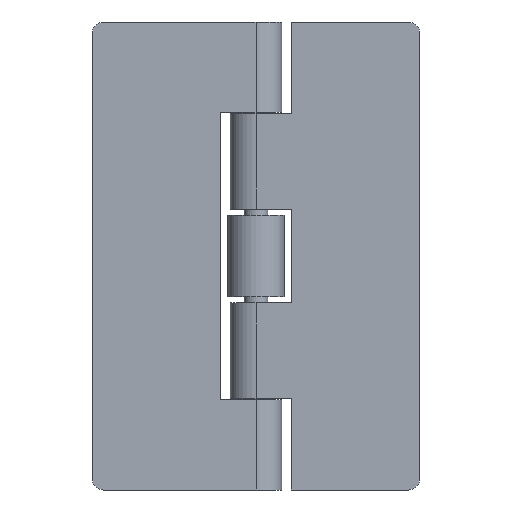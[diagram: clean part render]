
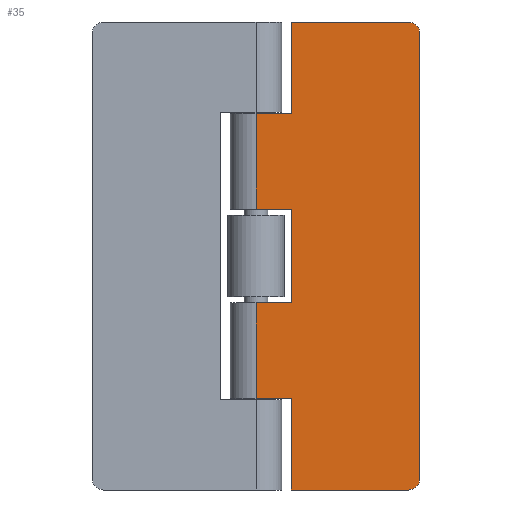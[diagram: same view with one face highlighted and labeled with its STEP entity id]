
A CAD part, front view. The second image highlights one B-rep face of the part: STEP entity #35.
In plain terms, the highlighted planar face has unit normal (0, -1, 0).
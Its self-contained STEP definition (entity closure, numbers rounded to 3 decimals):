
#3 = ORIENTED_EDGE ( 'NONE', *, *, #1084, .F. ) ;
#5 = ORIENTED_EDGE ( 'NONE', *, *, #7, .F. ) ;
#6 = ORIENTED_EDGE ( 'NONE', *, *, #28, .T. ) ;
#7 = EDGE_CURVE ( 'NONE', #2228, #8, #443, .T. ) ;
#8 = VERTEX_POINT ( 'NONE', #439 ) ;
#9 = EDGE_CURVE ( 'NONE', #8, #2211, #438, .T. ) ;
#10 = VERTEX_POINT ( 'NONE', #434 ) ;
#11 = ORIENTED_EDGE ( 'NONE', *, *, #12, .F. ) ;
#12 = EDGE_CURVE ( 'NONE', #2216, #10, #433, .T. ) ;
#13 = EDGE_CURVE ( 'NONE', #10, #2078, #429, .T. ) ;
#14 = ORIENTED_EDGE ( 'NONE', *, *, #13, .F. ) ;
#15 = ORIENTED_EDGE ( 'NONE', *, *, #2167, .T. ) ;
#16 = ORIENTED_EDGE ( 'NONE', *, *, #24, .T. ) ;
#17 = EDGE_CURVE ( 'NONE', #2200, #2228, #425, .T. ) ;
#21 = ORIENTED_EDGE ( 'NONE', *, *, #17, .F. ) ;
#24 = EDGE_CURVE ( 'NONE', #100, #2073, #474, .T. ) ;
#27 = ORIENTED_EDGE ( 'NONE', *, *, #95, .F. ) ;
#28 = EDGE_CURVE ( 'NONE', #91, #101, #469, .T. ) ;
#30 = ORIENTED_EDGE ( 'NONE', *, *, #90, .T. ) ;
#31 = EDGE_LOOP ( 'NONE', ( #30, #6, #27, #16, #3, #14, #11, #2229, #2227, #5, #21, #15, #2191, #2083 ) ) ;
#35 = ADVANCED_FACE ( 'NONE', ( #454 ), #453, .F. ) ;
#87 = VERTEX_POINT ( 'NONE', #521 ) ;
#90 = EDGE_CURVE ( 'NONE', #87, #91, #574, .T. ) ;
#91 = VERTEX_POINT ( 'NONE', #570 ) ;
#95 = EDGE_CURVE ( 'NONE', #100, #101, #565, .T. ) ;
#100 = VERTEX_POINT ( 'NONE', #556 ) ;
#101 = VERTEX_POINT ( 'NONE', #555 ) ;
#422 = DIRECTION ( 'NONE',  ( 1., 0., 0. ) ) ;
#423 = VECTOR ( 'NONE', #422, 1000. ) ;
#424 = CARTESIAN_POINT ( 'NONE',  ( -1.1, -1.1, -2. ) ) ;
#425 = LINE ( 'NONE', #424, #423 ) ;
#426 = DIRECTION ( 'NONE',  ( 0., 0., 1. ) ) ;
#427 = VECTOR ( 'NONE', #426, 1000. ) ;
#428 = CARTESIAN_POINT ( 'NONE',  ( 1.5, -1.1, 10. ) ) ;
#429 = LINE ( 'NONE', #428, #427 ) ;
#430 = DIRECTION ( 'NONE',  ( 1., 0., 0. ) ) ;
#431 = VECTOR ( 'NONE', #430, 1000. ) ;
#432 = CARTESIAN_POINT ( 'NONE',  ( -1.1, -1.1, 6.1 ) ) ;
#433 = LINE ( 'NONE', #432, #431 ) ;
#434 = CARTESIAN_POINT ( 'NONE',  ( 1.5, -1.1, 6.1 ) ) ;
#435 = DIRECTION ( 'NONE',  ( -1., 0., 0. ) ) ;
#436 = VECTOR ( 'NONE', #435, 1000. ) ;
#437 = CARTESIAN_POINT ( 'NONE',  ( -1.1, -1.1, 2. ) ) ;
#438 = LINE ( 'NONE', #437, #436 ) ;
#439 = CARTESIAN_POINT ( 'NONE',  ( 1.5, -1.1, 2. ) ) ;
#440 = DIRECTION ( 'NONE',  ( 0., 0., 1. ) ) ;
#441 = VECTOR ( 'NONE', #440, 1000. ) ;
#442 = CARTESIAN_POINT ( 'NONE',  ( 1.5, -1.1, 2. ) ) ;
#443 = LINE ( 'NONE', #442, #441 ) ;
#449 = DIRECTION ( 'NONE',  ( 0., 1., 0. ) ) ;
#450 = CARTESIAN_POINT ( 'NONE',  ( 7., -1.1, 10. ) ) ;
#451 = AXIS2_PLACEMENT_3D ( 'NONE', #450, #449, #512 ) ;
#453 = PLANE ( 'NONE',  #451 ) ;
#454 = FACE_OUTER_BOUND ( 'NONE', #31, .T. ) ;
#465 = DIRECTION ( 'NONE',  ( -1., 0., 0. ) ) ;
#466 = DIRECTION ( 'NONE',  ( 0., -1., 0. ) ) ;
#467 = CARTESIAN_POINT ( 'NONE',  ( 6.5, -1.1, -9.5 ) ) ;
#468 = AXIS2_PLACEMENT_3D ( 'NONE', #467, #466, #465 ) ;
#469 = CIRCLE ( 'NONE', #468, 0.5 ) ;
#470 = DIRECTION ( 'NONE',  ( -1., 0., 0. ) ) ;
#471 = DIRECTION ( 'NONE',  ( 0., -1., 0. ) ) ;
#472 = CARTESIAN_POINT ( 'NONE',  ( 6.5, -1.1, 9.5 ) ) ;
#473 = AXIS2_PLACEMENT_3D ( 'NONE', #472, #471, #470 ) ;
#474 = CIRCLE ( 'NONE', #473, 0.5 ) ;
#512 = DIRECTION ( 'NONE',  ( -1., 0., 0. ) ) ;
#521 = CARTESIAN_POINT ( 'NONE',  ( 1.5, -1.1, -10. ) ) ;
#555 = CARTESIAN_POINT ( 'NONE',  ( 7., -1.1, -9.5 ) ) ;
#556 = CARTESIAN_POINT ( 'NONE',  ( 7., -1.1, 9.5 ) ) ;
#562 = DIRECTION ( 'NONE',  ( 0., 0., -1. ) ) ;
#563 = VECTOR ( 'NONE', #562, 1000. ) ;
#564 = CARTESIAN_POINT ( 'NONE',  ( 7., -1.1, 10. ) ) ;
#565 = LINE ( 'NONE', #564, #563 ) ;
#570 = CARTESIAN_POINT ( 'NONE',  ( 6.5, -1.1, -10. ) ) ;
#571 = DIRECTION ( 'NONE',  ( 1., 0., 0. ) ) ;
#572 = VECTOR ( 'NONE', #571, 1000. ) ;
#573 = CARTESIAN_POINT ( 'NONE',  ( 7., -1.1, -10. ) ) ;
#574 = LINE ( 'NONE', #573, #572 ) ;
#1084 = EDGE_CURVE ( 'NONE', #2078, #2073, #1088, .T. ) ;
#1087 = CARTESIAN_POINT ( 'NONE',  ( 7., -1.1, 10. ) ) ;
#1088 = LINE ( 'NONE', #1087, #1152 ) ;
#1151 = DIRECTION ( 'NONE',  ( 1., 0., 0. ) ) ;
#1152 = VECTOR ( 'NONE', #1151, 1000. ) ;
#1203 = DIRECTION ( 'NONE',  ( 0., 0., 1. ) ) ;
#1204 = VECTOR ( 'NONE', #1203, 1000. ) ;
#1205 = CARTESIAN_POINT ( 'NONE',  ( 1.5, -1.1, -10. ) ) ;
#1206 = LINE ( 'NONE', #1205, #1204 ) ;
#1207 = CARTESIAN_POINT ( 'NONE',  ( 1.5, -1.1, -6.1 ) ) ;
#1208 = CARTESIAN_POINT ( 'NONE',  ( 1.5, -1.1, 10. ) ) ;
#1211 = CARTESIAN_POINT ( 'NONE',  ( 6.5, -1.1, 10. ) ) ;
#1321 = DIRECTION ( 'NONE',  ( 0., 0., -1. ) ) ;
#1322 = VECTOR ( 'NONE', #1321, 1000. ) ;
#1323 = CARTESIAN_POINT ( 'NONE',  ( 0., -1.1, 10. ) ) ;
#1324 = LINE ( 'NONE', #1323, #1322 ) ;
#1336 = DIRECTION ( 'NONE',  ( 0., 0., -1. ) ) ;
#1337 = VECTOR ( 'NONE', #1336, 1000. ) ;
#1338 = CARTESIAN_POINT ( 'NONE',  ( 0., -1.1, 10. ) ) ;
#1339 = LINE ( 'NONE', #1338, #1337 ) ;
#1340 = CARTESIAN_POINT ( 'NONE',  ( 0., -1.1, -6.1 ) ) ;
#1390 = CARTESIAN_POINT ( 'NONE',  ( 0., -1.1, -2. ) ) ;
#1408 = DIRECTION ( 'NONE',  ( -1., 0., 0. ) ) ;
#1409 = VECTOR ( 'NONE', #1408, 1000. ) ;
#1410 = CARTESIAN_POINT ( 'NONE',  ( -1.1, -1.1, -6.1 ) ) ;
#1414 = LINE ( 'NONE', #1410, #1409 ) ;
#1423 = CARTESIAN_POINT ( 'NONE',  ( 0., -1.1, 6.1 ) ) ;
#1434 = CARTESIAN_POINT ( 'NONE',  ( 0., -1.1, 2. ) ) ;
#1457 = CARTESIAN_POINT ( 'NONE',  ( 1.5, -1.1, -2. ) ) ;
#2073 = VERTEX_POINT ( 'NONE', #1211 ) ;
#2078 = VERTEX_POINT ( 'NONE', #1208 ) ;
#2079 = VERTEX_POINT ( 'NONE', #1207 ) ;
#2080 = EDGE_CURVE ( 'NONE', #87, #2079, #1206, .T. ) ;
#2083 = ORIENTED_EDGE ( 'NONE', *, *, #2080, .F. ) ;
#2166 = VERTEX_POINT ( 'NONE', #1340 ) ;
#2167 = EDGE_CURVE ( 'NONE', #2200, #2166, #1339, .T. ) ;
#2174 = EDGE_CURVE ( 'NONE', #2216, #2211, #1324, .T. ) ;
#2190 = EDGE_CURVE ( 'NONE', #2079, #2166, #1414, .T. ) ;
#2191 = ORIENTED_EDGE ( 'NONE', *, *, #2190, .F. ) ;
#2200 = VERTEX_POINT ( 'NONE', #1390 ) ;
#2211 = VERTEX_POINT ( 'NONE', #1434 ) ;
#2216 = VERTEX_POINT ( 'NONE', #1423 ) ;
#2227 = ORIENTED_EDGE ( 'NONE', *, *, #9, .F. ) ;
#2228 = VERTEX_POINT ( 'NONE', #1457 ) ;
#2229 = ORIENTED_EDGE ( 'NONE', *, *, #2174, .T. ) ;
